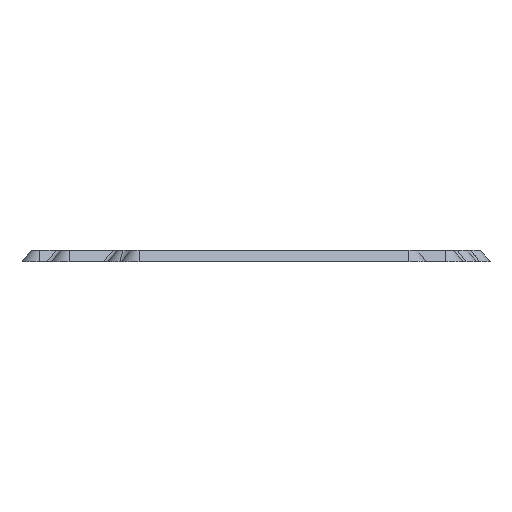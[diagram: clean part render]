
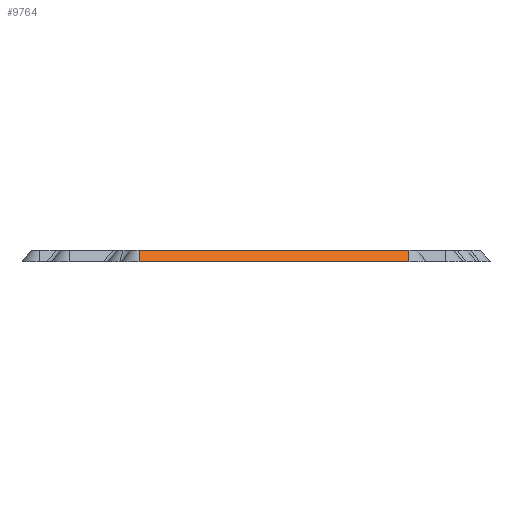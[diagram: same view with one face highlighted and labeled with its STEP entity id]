
A CAD part, left-side view. The second image highlights one B-rep face of the part: STEP entity #9764.
In plain terms, the highlighted planar face has unit normal (-0.783, 0, 0.623).
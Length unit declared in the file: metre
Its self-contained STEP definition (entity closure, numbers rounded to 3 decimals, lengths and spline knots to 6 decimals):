
#372=PLANE('',#10545);
#661=LINE('',#13706,#1694);
#1194=LINE('',#15564,#2227);
#1694=VECTOR('',#11003,1.);
#2227=VECTOR('',#12362,1.);
#4730=ORIENTED_EDGE('',*,*,#6947,.T.);
#4731=ORIENTED_EDGE('',*,*,#6727,.T.);
#4732=ORIENTED_EDGE('',*,*,#6948,.F.);
#4733=ORIENTED_EDGE('',*,*,#5926,.F.);
#5926=EDGE_CURVE('',#7359,#7360,#661,.T.);
#6727=EDGE_CURVE('',#7947,#7946,#1194,.T.);
#6947=EDGE_CURVE('',#7359,#7947,#8289,.T.);
#6948=EDGE_CURVE('',#7360,#7946,#8290,.F.);
#7359=VERTEX_POINT('',#13705);
#7360=VERTEX_POINT('',#13707);
#7946=VERTEX_POINT('',#15563);
#7947=VERTEX_POINT('',#15565);
#8289=B_SPLINE_CURVE_WITH_KNOTS('',3,(#16270,#16271,#16272,#16273),
 .UNSPECIFIED.,.F.,.F.,(4,4),(0.,1.),.UNSPECIFIED.);
#8290=B_SPLINE_CURVE_WITH_KNOTS('',3,(#16275,#16276,#16277,#16278),
 .UNSPECIFIED.,.F.,.F.,(4,4),(0.,1.),.UNSPECIFIED.);
#8648=EDGE_LOOP('',(#4730,#4731,#4732,#4733));
#9231=FACE_BOUND('',#8648,.T.);
#9764=ADVANCED_FACE('',(#9231),#372,.T.);
#10545=AXIS2_PLACEMENT_3D('',#16274,#12609,#12610);
#11003=DIRECTION('',(0.,-1.,0.));
#12362=DIRECTION('',(0.,-1.,0.));
#12609=DIRECTION('',(-0.783,0.,0.623));
#12610=DIRECTION('',(0.,1.,0.));
#13705=CARTESIAN_POINT('',(-0.064175,0.021725,0.0022));
#13706=CARTESIAN_POINT('',(-0.064175,-0.028425,0.0022));
#13707=CARTESIAN_POINT('',(-0.064175,-0.028425,0.0022));
#15563=CARTESIAN_POINT('',(-0.065925,-0.028425,0.));
#15564=CARTESIAN_POINT('',(-0.065925,-0.00335,0.));
#15565=CARTESIAN_POINT('',(-0.065925,0.021725,0.));
#16270=CARTESIAN_POINT('',(-0.064175,0.021725,0.0022));
#16271=CARTESIAN_POINT('',(-0.064758,0.021725,0.001467));
#16272=CARTESIAN_POINT('',(-0.065342,0.021725,0.000733));
#16273=CARTESIAN_POINT('',(-0.065925,0.021725,0.));
#16274=CARTESIAN_POINT('',(-0.064175,0.,0.0022));
#16275=CARTESIAN_POINT('',(-0.065925,-0.028425,0.));
#16276=CARTESIAN_POINT('',(-0.065342,-0.028425,0.000733));
#16277=CARTESIAN_POINT('',(-0.064758,-0.028425,0.001467));
#16278=CARTESIAN_POINT('',(-0.064175,-0.028425,0.0022));
